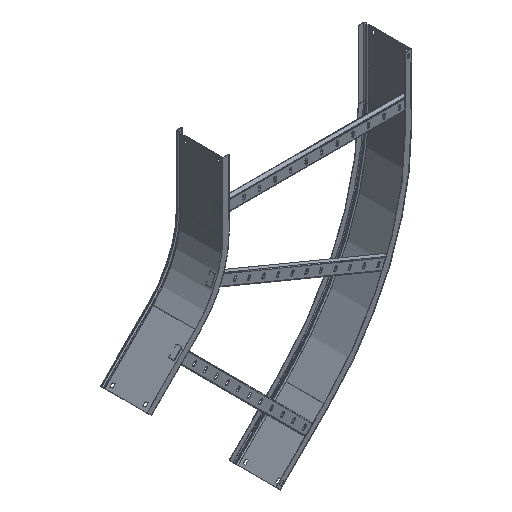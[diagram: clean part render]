
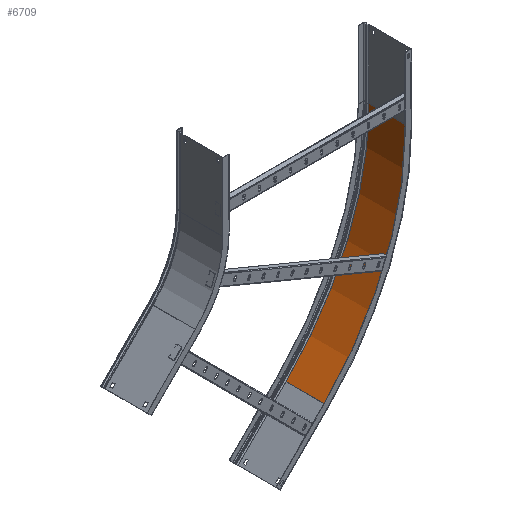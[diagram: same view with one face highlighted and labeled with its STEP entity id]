
A CAD part, isometric view. The second image highlights one B-rep face of the part: STEP entity #6709.
In plain terms, the highlighted cylindrical face has radius 898.8 mm (diameter 1797.6 mm), a partial arc.
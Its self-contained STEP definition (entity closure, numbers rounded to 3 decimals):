
#140 = EDGE_LOOP ( 'NONE', ( #5560, #1738, #3643, #1276 ) ) ;
#419 = DIRECTION ( 'NONE',  ( 0., 1., 0. ) ) ;
#687 = EDGE_CURVE ( 'NONE', #5914, #1974, #6947, .T. ) ;
#774 = AXIS2_PLACEMENT_3D ( 'NONE', #5406, #8162, #2797 ) ;
#1225 = EDGE_CURVE ( 'NONE', #1974, #7347, #2735, .T. ) ;
#1276 = ORIENTED_EDGE ( 'NONE', *, *, #4659, .T. ) ;
#1737 = DIRECTION ( 'NONE',  ( 0., 1., 0. ) ) ;
#1738 = ORIENTED_EDGE ( 'NONE', *, *, #1225, .F. ) ;
#1974 = VERTEX_POINT ( 'NONE', #3776 ) ;
#2383 = CARTESIAN_POINT ( 'NONE',  ( 898.8, 134.965, 0. ) ) ;
#2724 = CIRCLE ( 'NONE', #7958, 898.8 ) ;
#2735 = CIRCLE ( 'NONE', #774, 898.8 ) ;
#2797 = DIRECTION ( 'NONE',  ( 0., 0., -1. ) ) ;
#3282 = LINE ( 'NONE', #8482, #7467 ) ;
#3371 = VECTOR ( 'NONE', #4808, 1000. ) ;
#3643 = ORIENTED_EDGE ( 'NONE', *, *, #687, .F. ) ;
#3776 = CARTESIAN_POINT ( 'NONE',  ( 635.548, 134.965, -635.548 ) ) ;
#4032 = DIRECTION ( 'NONE',  ( 0., -1., 0. ) ) ;
#4629 = DIRECTION ( 'NONE',  ( 0., 0., 1. ) ) ;
#4659 = EDGE_CURVE ( 'NONE', #5914, #6915, #2724, .T. ) ;
#4793 = FACE_OUTER_BOUND ( 'NONE', #140, .T. ) ;
#4808 = DIRECTION ( 'NONE',  ( 0., 1., 0. ) ) ;
#5406 = CARTESIAN_POINT ( 'NONE',  ( 0., 134.965, 0. ) ) ;
#5560 = ORIENTED_EDGE ( 'NONE', *, *, #7840, .T. ) ;
#5914 = VERTEX_POINT ( 'NONE', #8074 ) ;
#6104 = CARTESIAN_POINT ( 'NONE',  ( 635.548, 2.2, -635.548 ) ) ;
#6132 = CYLINDRICAL_SURFACE ( 'NONE', #7259, 898.8 ) ;
#6368 = DIRECTION ( 'NONE',  ( 0., 0., 1. ) ) ;
#6709 = ADVANCED_FACE ( 'NONE', ( #4793 ), #6132, .F. ) ;
#6915 = VERTEX_POINT ( 'NONE', #7232 ) ;
#6947 = LINE ( 'NONE', #6104, #3371 ) ;
#7232 = CARTESIAN_POINT ( 'NONE',  ( 898.8, 1.2, 0. ) ) ;
#7259 = AXIS2_PLACEMENT_3D ( 'NONE', #7714, #419, #6368 ) ;
#7347 = VERTEX_POINT ( 'NONE', #2383 ) ;
#7467 = VECTOR ( 'NONE', #1737, 1000. ) ;
#7714 = CARTESIAN_POINT ( 'NONE',  ( 0., 0., 0. ) ) ;
#7840 = EDGE_CURVE ( 'NONE', #6915, #7347, #3282, .T. ) ;
#7958 = AXIS2_PLACEMENT_3D ( 'NONE', #8024, #4032, #4629 ) ;
#8024 = CARTESIAN_POINT ( 'NONE',  ( 0., 1.2, 0. ) ) ;
#8074 = CARTESIAN_POINT ( 'NONE',  ( 635.548, 1.2, -635.548 ) ) ;
#8162 = DIRECTION ( 'NONE',  ( 0., -1., 0. ) ) ;
#8482 = CARTESIAN_POINT ( 'NONE',  ( 898.8, 0., 0. ) ) ;
